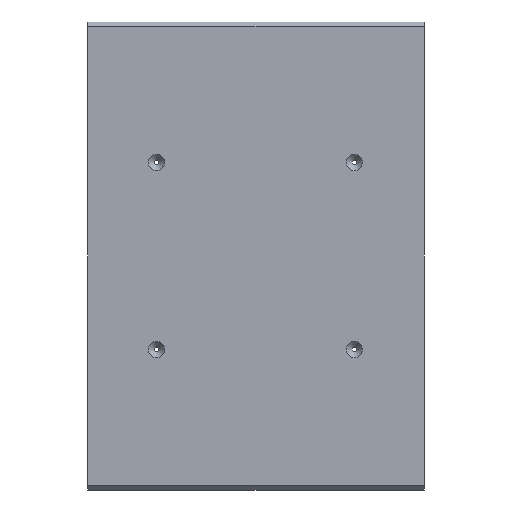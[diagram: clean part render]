
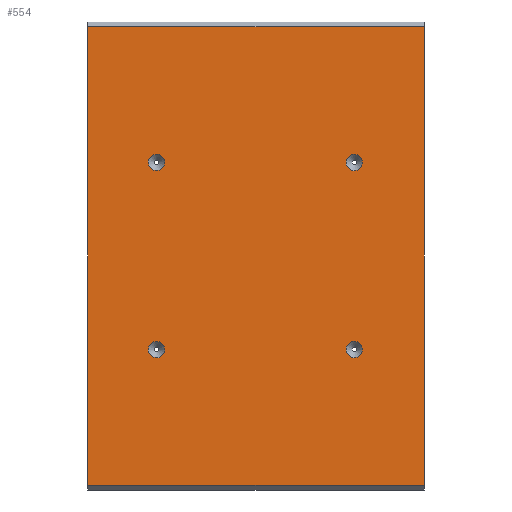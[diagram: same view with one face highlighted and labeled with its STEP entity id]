
A CAD part, front view. The second image highlights one B-rep face of the part: STEP entity #554.
In plain terms, the highlighted planar face has unit normal (0, -1, 0).
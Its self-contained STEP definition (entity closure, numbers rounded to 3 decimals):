
#41=FACE_BOUND('',#149,.T.);
#42=FACE_BOUND('',#150,.T.);
#43=FACE_BOUND('',#151,.T.);
#44=FACE_BOUND('',#152,.T.);
#60=CIRCLE('',#596,3.5);
#61=CIRCLE('',#598,3.5);
#62=CIRCLE('',#600,3.5);
#63=CIRCLE('',#602,3.5);
#103=FACE_OUTER_BOUND('',#148,.T.);
#148=EDGE_LOOP('',(#485,#486,#487,#488));
#149=EDGE_LOOP('',(#489));
#150=EDGE_LOOP('',(#490));
#151=EDGE_LOOP('',(#491));
#152=EDGE_LOOP('',(#492));
#159=LINE('',#811,#204);
#165=LINE('',#823,#210);
#197=LINE('',#945,#242);
#198=LINE('',#947,#243);
#204=VECTOR('',#639,10.);
#210=VECTOR('',#647,10.);
#242=VECTOR('',#791,10.);
#243=VECTOR('',#794,10.);
#249=VERTEX_POINT('',#808);
#250=VERTEX_POINT('',#810);
#254=VERTEX_POINT('',#820);
#275=VERTEX_POINT('',#880);
#276=VERTEX_POINT('',#884);
#277=VERTEX_POINT('',#888);
#278=VERTEX_POINT('',#892);
#289=VERTEX_POINT('',#943);
#295=EDGE_CURVE('',#249,#250,#159,.T.);
#301=EDGE_CURVE('',#254,#249,#165,.T.);
#331=EDGE_CURVE('',#275,#275,#60,.T.);
#333=EDGE_CURVE('',#276,#276,#61,.T.);
#335=EDGE_CURVE('',#277,#277,#62,.T.);
#337=EDGE_CURVE('',#278,#278,#63,.T.);
#359=EDGE_CURVE('',#250,#289,#197,.T.);
#360=EDGE_CURVE('',#289,#254,#198,.T.);
#485=ORIENTED_EDGE('',*,*,#360,.F.);
#486=ORIENTED_EDGE('',*,*,#359,.F.);
#487=ORIENTED_EDGE('',*,*,#295,.F.);
#488=ORIENTED_EDGE('',*,*,#301,.F.);
#489=ORIENTED_EDGE('',*,*,#337,.T.);
#490=ORIENTED_EDGE('',*,*,#335,.T.);
#491=ORIENTED_EDGE('',*,*,#333,.T.);
#492=ORIENTED_EDGE('',*,*,#331,.T.);
#520=PLANE('',#628);
#554=ADVANCED_FACE('',(#103,#41,#42,#43,#44),#520,.T.);
#596=AXIS2_PLACEMENT_3D('',#882,#710,#711);
#598=AXIS2_PLACEMENT_3D('',#886,#715,#716);
#600=AXIS2_PLACEMENT_3D('',#890,#720,#721);
#602=AXIS2_PLACEMENT_3D('',#894,#725,#726);
#628=AXIS2_PLACEMENT_3D('',#946,#792,#793);
#639=DIRECTION('',(0.,0.,-1.));
#647=DIRECTION('',(1.,0.,0.));
#710=DIRECTION('center_axis',(0.,1.,0.));
#711=DIRECTION('ref_axis',(1.,0.,0.));
#715=DIRECTION('center_axis',(0.,1.,0.));
#716=DIRECTION('ref_axis',(1.,0.,0.));
#720=DIRECTION('center_axis',(0.,1.,0.));
#721=DIRECTION('ref_axis',(1.,0.,0.));
#725=DIRECTION('center_axis',(0.,1.,0.));
#726=DIRECTION('ref_axis',(1.,0.,0.));
#791=DIRECTION('',(-1.,0.,0.));
#792=DIRECTION('center_axis',(0.,-1.,0.));
#793=DIRECTION('ref_axis',(1.,0.,0.));
#794=DIRECTION('',(0.,0.,1.));
#808=CARTESIAN_POINT('',(289.,-35.,188.));
#810=CARTESIAN_POINT('',(289.,-35.,-8.));
#811=CARTESIAN_POINT('',(289.,-35.,90.));
#820=CARTESIAN_POINT('',(145.,-35.,188.));
#823=CARTESIAN_POINT('',(328.,-35.,188.));
#880=CARTESIAN_POINT('',(255.5,-35.,130.));
#882=CARTESIAN_POINT('Origin',(259.,-35.,130.));
#884=CARTESIAN_POINT('',(255.5,-35.,50.));
#886=CARTESIAN_POINT('Origin',(259.,-35.,50.));
#888=CARTESIAN_POINT('',(171.,-35.,130.));
#890=CARTESIAN_POINT('Origin',(174.5,-35.,130.));
#892=CARTESIAN_POINT('',(171.,-35.,50.));
#894=CARTESIAN_POINT('Origin',(174.5,-35.,50.));
#943=CARTESIAN_POINT('',(145.,-35.,-8.));
#945=CARTESIAN_POINT('',(106.,-35.,-8.));
#946=CARTESIAN_POINT('Origin',(217.,-35.,90.));
#947=CARTESIAN_POINT('',(145.,-35.,90.));
